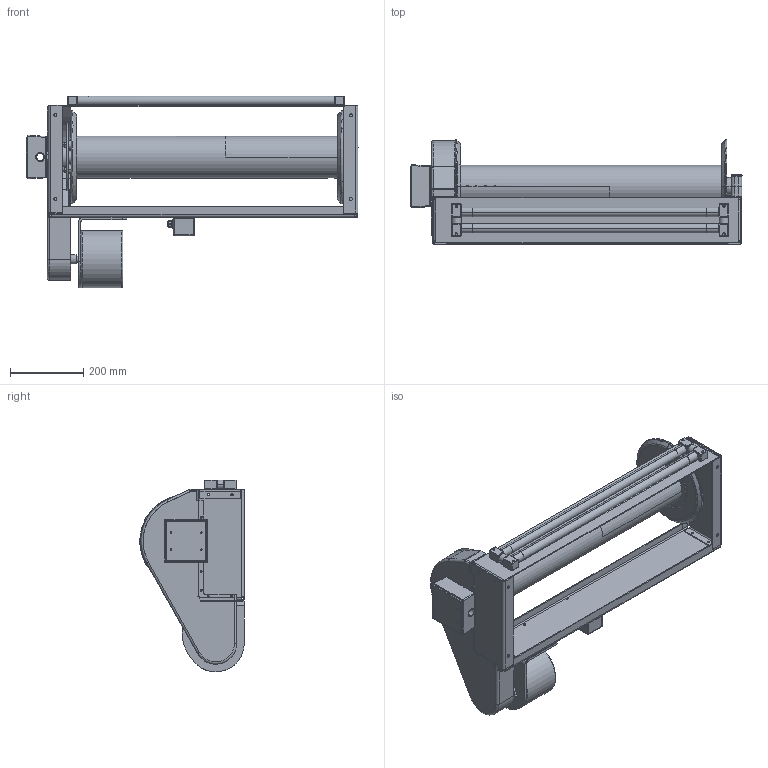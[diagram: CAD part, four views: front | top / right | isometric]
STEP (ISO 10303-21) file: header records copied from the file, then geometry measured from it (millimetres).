
FILE_DESCRIPTION((''),'2;1');
FILE_NAME('ERWC-10-28_ASM','2009-10-10T',('cfeen'),(''),'PRO/ENGINEER BY PARAMETRIC TECHNOLOGY CORPORATION, 2008010','PRO/ENGINEER BY PARAMETRIC TECHNOLOGY CORPORATION, 2008010','');
FILE_SCHEMA(('CONFIG_CONTROL_DESIGN'));
Length unit declared in the file: inch
Products named in the file (34): 441-BF; 401-LF_BENT; 401-RF_BENT; 441-TF_BENT; 100-SA; 123-SA; 122-SR; REAR_MOTORMOUNT_; FRAME-ASSY-10-28_ASM; 135-CB; 135-CP; 103-LH; 625-NS; 235-HS; 126-NS; 241-FA; 287-TR; 150-AN; 245-AH; 165-HB; 216_RB; ERWC10-28ROTTATING_ASM; 135-EM; 514-SCS; 135-SS; 100-UG; 100-LG; 251-BX_; 259-CV; 143-LA; 142-LR; 110-NR; 101-NR; ERWC-10-28_ASM
Assembly tree (63 placements, depth 3):
  ERWC-10-28_ASM
    FRAME-ASSY-10-28_ASM
      441-BF
      401-LF_BENT
      401-RF_BENT
      441-TF_BENT
      100-SA  x4
      123-SA  x2
      122-SR  x2
      REAR_MOTORMOUNT_
    135-CB  x4
    135-CP  x2
    ERWC10-28ROTTATING_ASM
      103-LH  x2
      625-NS  x4
      235-HS
      126-NS  x2
      241-FA
      287-TR  x4
      150-AN  x8
      245-AH
      165-HB
      216_RB
    135-EM
    514-SCS
    135-SS
    100-UG
    100-LG
    251-BX_
    259-CV
    143-LA  x2
    142-LR  x2
    110-NR  x2
    101-NR  x4
Bounding box: 905.91 x 285.24 x 523.03 mm (x, y, z)
Volume: 7211973.3 mm3; surface area: 2680421.5 mm2
Topology: 61 solids, 61 shells, 1582 faces, 3849 edges, 2416 vertices
Faces by surface type: cylinder 714, plane 639, torus 92, sphere 77, cone 32, bspline 28
Entity records: 34135 total; most frequent: CARTESIAN_POINT 7305, DIRECTION 5806, ORIENTED_EDGE 5188, EDGE_CURVE 2594, AXIS2_PLACEMENT_3D 2222, VERTEX_POINT 1635, VECTOR 1362, LINE 1362
